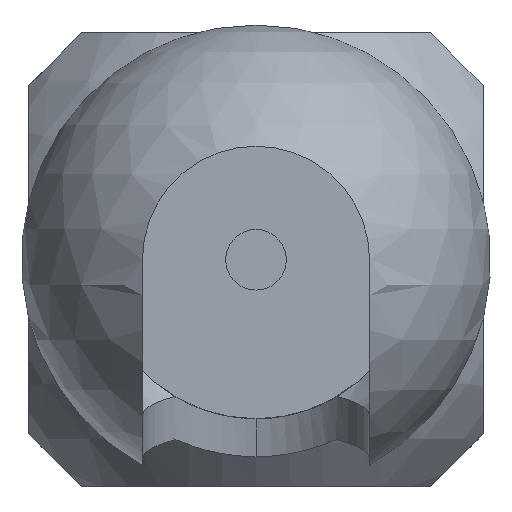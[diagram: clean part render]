
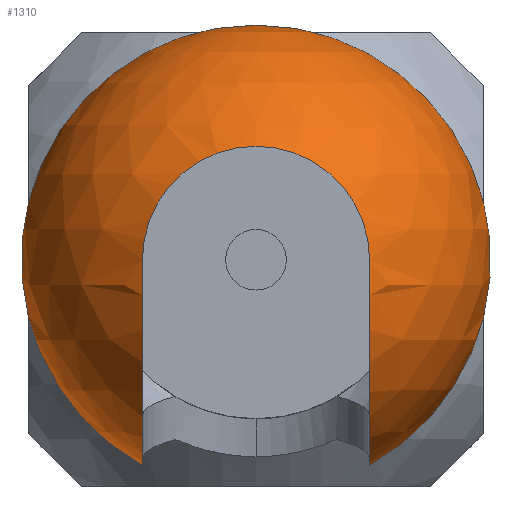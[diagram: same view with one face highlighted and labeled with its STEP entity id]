
A CAD part, front view. The second image highlights one B-rep face of the part: STEP entity #1310.
In plain terms, the highlighted spherical face has radius 31 mm.
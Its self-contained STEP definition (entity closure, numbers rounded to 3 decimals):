
#1229=CARTESIAN_POINT('POINT70',(15.,0.,
   -27.129));
#1230=VERTEX_POINT('VERTEX70',#1229);
#1231=CARTESIAN_POINT('POINT71',(0.,0.,31.));
#1232=VERTEX_POINT('VERTEX71',#1231);
#1233=CARTESIAN_POINT('POS135',(0.,0.,0.));
#1234=DIRECTION('DIR239',(0.,-1.,0.));
#1235=DIRECTION('DIR240',(0.,0.,1.));
#1236=AXIS2_PLACEMENT_3D('AXIS105',#1233,#1234,#1235);
#1237=CIRCLE('ELLIPSE72',#1236,31.);
#1238=EDGE_CURVE('EDGE104',#1230,#1232,#1237,.T.);
#1242=CARTESIAN_POINT('POS136',(15.,0.,0.));
#1243=DIRECTION('DIR241',(-1.,0.,0.));
#1244=DIRECTION('DIR242',(0.,0.,1.));
#1245=AXIS2_PLACEMENT_3D('AXIS106',#1242,#1243,#1244);
#1246=CIRCLE('ELLIPSE73',#1245,27.129);
#1268=CARTESIAN_POINT('POINT74',(-15.,0.,
   -27.129));
#1269=VERTEX_POINT('VERTEX74',#1268);
#1270=CARTESIAN_POINT('POS139',(-15.,0.,0.));
#1271=DIRECTION('DIR247',(1.,0.,0.));
#1272=DIRECTION('DIR248',(0.,0.,-1.));
#1273=AXIS2_PLACEMENT_3D('AXIS109',#1270,#1271,#1272);
#1274=CIRCLE('ELLIPSE76',#1273,27.129);
#1277=EDGE_CURVE('EDGE109',#1232,#1269,#1237,.T.);
#1281=CARTESIAN_POINT('POS140',(0.,0.,0.));
#1282=DIRECTION('DIR249',(0.,0.,1.));
#1283=DIRECTION('DIR250',(1.,0.,0.));
#1284=AXIS2_PLACEMENT_3D('AXIS110',#1281,#1282,#1283);
#1285=SPHERICAL_SURFACE('SPHERE_SURF11',#1284,31.);
#1287=ORIENTED_EDGE('COEDGE209',*,*,#1238,.T.);
#1288=ORIENTED_EDGE('COEDGE210',*,*,#1277,.T.);
#1289=CARTESIAN_POINT('POINT75',(-15.,-27.129,
   0.));
#1290=VERTEX_POINT('VERTEX75',#1289);
#1291=EDGE_CURVE('EDGE110',#1269,#1290,#1274,.F.);
#1292=ORIENTED_EDGE('COEDGE211',*,*,#1291,.T.);
#1293=CARTESIAN_POINT('POINT76',(0.,
   -27.129,15.));
#1294=VERTEX_POINT('VERTEX76',#1293);
#1295=CARTESIAN_POINT('POS141',(0.,-27.129,0.
   ));
#1296=DIRECTION('DIR251',(0.,-1.,0.));
#1297=DIRECTION('DIR252',(0.,0.,-1.));
#1298=AXIS2_PLACEMENT_3D('AXIS111',#1295,#1296,#1297);
#1299=CIRCLE('ELLIPSE77',#1298,15.);
#1300=EDGE_CURVE('EDGE111',#1290,#1294,#1299,.F.);
#1301=ORIENTED_EDGE('COEDGE212',*,*,#1300,.T.);
#1302=CARTESIAN_POINT('POINT77',(15.,-27.129,
   0.));
#1303=VERTEX_POINT('VERTEX77',#1302);
#1304=EDGE_CURVE('EDGE112',#1294,#1303,#1299,.F.);
#1305=ORIENTED_EDGE('COEDGE213',*,*,#1304,.T.);
#1306=EDGE_CURVE('EDGE113',#1303,#1230,#1246,.F.);
#1307=ORIENTED_EDGE('COEDGE214',*,*,#1306,.T.);
#1308=EDGE_LOOP('NONE',(#1287,#1288,#1292,#1301,#1305,#1307));
#1309=FACE_BOUND('LOOP1',#1308,.T.);
#1310=ADVANCED_FACE('FACE40',(#1309),#1285,.T.);
